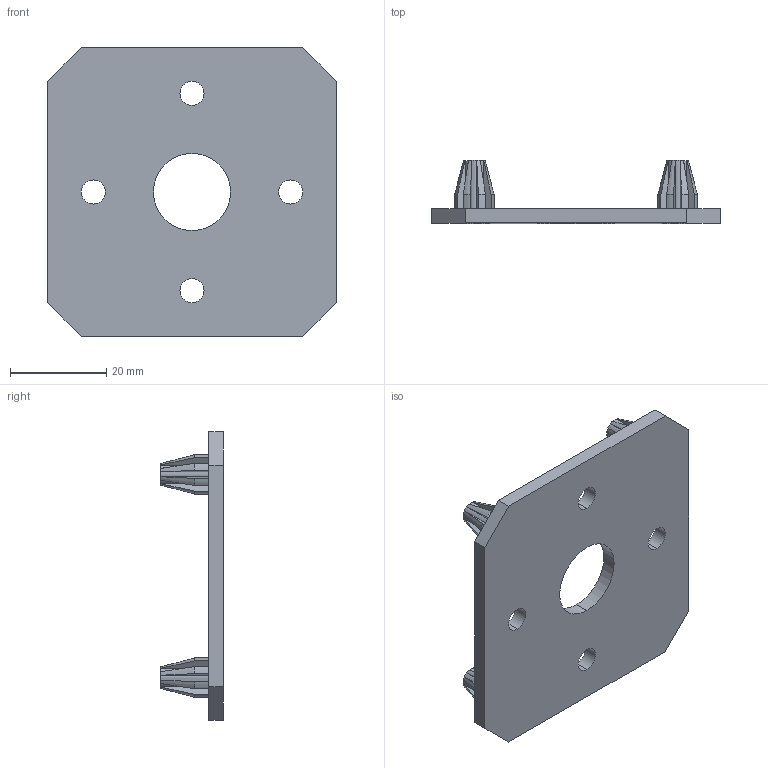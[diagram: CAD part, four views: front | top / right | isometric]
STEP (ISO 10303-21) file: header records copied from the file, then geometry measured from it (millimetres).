
FILE_DESCRIPTION (( 'STEP AP203' ), '1' );
FILE_NAME ('Deckel___V03.STEP', '2021-06-21T12:16:43', ( '' ), ( '' ), 'SwSTEP 2.0', 'SolidWorks 2020', '' );
FILE_SCHEMA (( 'CONFIG_CONTROL_DESIGN' ));
Length unit declared in the file: millimetre
Products named in the file (1): Deckel___V03
Bounding box: 60 x 13 x 60 mm (x, y, z)
Volume: 10771 mm3; surface area: 8917.4 mm2
Topology: 1 solids, 1 shells, 188 faces, 482 edges, 300 vertices
Faces by surface type: cylinder 78, plane 78, cone 32
Entity records: 5939 total; most frequent: CARTESIAN_POINT 1259, DIRECTION 984, ORIENTED_EDGE 964, EDGE_CURVE 482, AXIS2_PLACEMENT_3D 377, VERTEX_POINT 300, VECTOR 230, LINE 230
